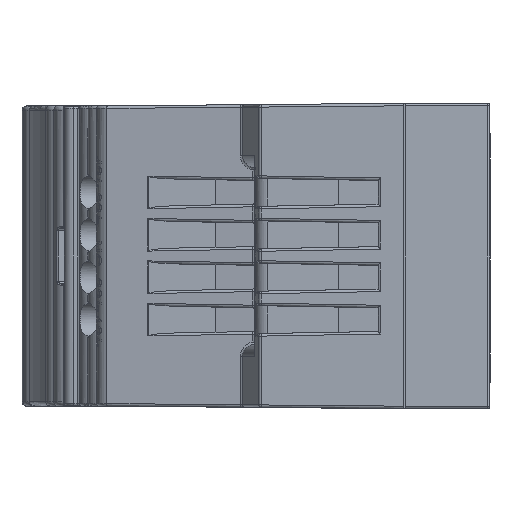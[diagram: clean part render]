
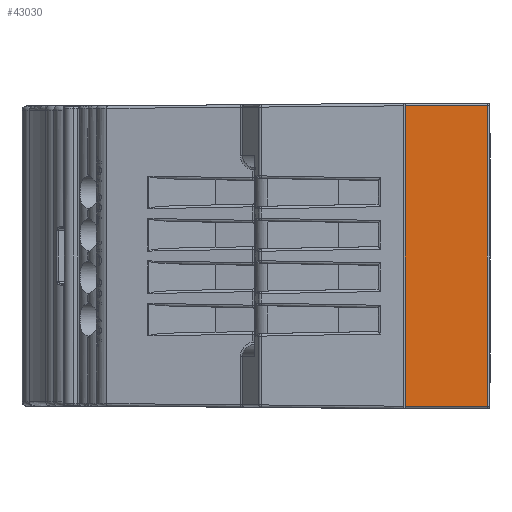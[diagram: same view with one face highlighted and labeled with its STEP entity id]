
A CAD part, left-side view. The second image highlights one B-rep face of the part: STEP entity #43030.
In plain terms, the highlighted planar face has unit normal (-1, 0, 0).
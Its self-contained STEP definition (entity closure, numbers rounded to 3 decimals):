
#5840 = AXIS2_PLACEMENT_3D ( 'NONE', #54343, #54351, #54353 ) ;
#22160 = EDGE_LOOP ( 'NONE', ( #60019, #59454, #59465, #59455 ) ) ;
#43030 = ADVANCED_FACE ( 'NONE', ( #44880 ), #54347, .F. ) ;
#44880 = FACE_OUTER_BOUND ( 'NONE', #22160, .T. ) ;
#45211 = LINE ( 'NONE', #55092, #45260 ) ;
#45250 = LINE ( 'NONE', #55102, #45255 ) ;
#45253 = LINE ( 'NONE', #55088, #45264 ) ;
#45255 = VECTOR ( 'NONE', #55107, 1000. ) ;
#45260 = VECTOR ( 'NONE', #55110, 1000. ) ;
#45262 = LINE ( 'NONE', #55119, #45268 ) ;
#45264 = VECTOR ( 'NONE', #55116, 1000. ) ;
#45268 = VECTOR ( 'NONE', #55122, 1000. ) ;
#51694 = EDGE_CURVE ( 'NONE', #72540, #72447, #45250, .T. ) ;
#51695 = EDGE_CURVE ( 'NONE', #72540, #72544, #45211, .T. ) ;
#51696 = EDGE_CURVE ( 'NONE', #72544, #72546, #45253, .T. ) ;
#51697 = EDGE_CURVE ( 'NONE', #72546, #72447, #45262, .T. ) ;
#54343 = CARTESIAN_POINT ( 'NONE',  ( -45., -0.2, 108.554 ) ) ;
#54347 = PLANE ( 'NONE',  #5840 ) ;
#54351 = DIRECTION ( 'NONE',  ( 1., 0., 0. ) ) ;
#54353 = DIRECTION ( 'NONE',  ( 0., 0., -1. ) ) ;
#55088 = CARTESIAN_POINT ( 'NONE',  ( -45., -0.2, 108.554 ) ) ;
#55092 = CARTESIAN_POINT ( 'NONE',  ( -45., -0.2, 17.7 ) ) ;
#55102 = CARTESIAN_POINT ( 'NONE',  ( -45., -9.9, 108.554 ) ) ;
#55107 = DIRECTION ( 'NONE',  ( 0., 0., -1. ) ) ;
#55110 = DIRECTION ( 'NONE',  ( 0., 1., 0. ) ) ;
#55116 = DIRECTION ( 'NONE',  ( 0., 0., -1. ) ) ;
#55119 = CARTESIAN_POINT ( 'NONE',  ( -45., -0.2, -17.7 ) ) ;
#55122 = DIRECTION ( 'NONE',  ( 0., -1., 0. ) ) ;
#59454 = ORIENTED_EDGE ( 'NONE', *, *, #51695, .T. ) ;
#59455 = ORIENTED_EDGE ( 'NONE', *, *, #51697, .T. ) ;
#59465 = ORIENTED_EDGE ( 'NONE', *, *, #51696, .T. ) ;
#60019 = ORIENTED_EDGE ( 'NONE', *, *, #51694, .F. ) ;
#72447 = VERTEX_POINT ( 'NONE', #84577 ) ;
#72540 = VERTEX_POINT ( 'NONE', #84628 ) ;
#72544 = VERTEX_POINT ( 'NONE', #84630 ) ;
#72546 = VERTEX_POINT ( 'NONE', #84631 ) ;
#84577 = CARTESIAN_POINT ( 'NONE',  ( -45., -9.9, -17.7 ) ) ;
#84628 = CARTESIAN_POINT ( 'NONE',  ( -45., -9.9, 17.7 ) ) ;
#84630 = CARTESIAN_POINT ( 'NONE',  ( -45., -0.2, 17.7 ) ) ;
#84631 = CARTESIAN_POINT ( 'NONE',  ( -45., -0.2, -17.7 ) ) ;
